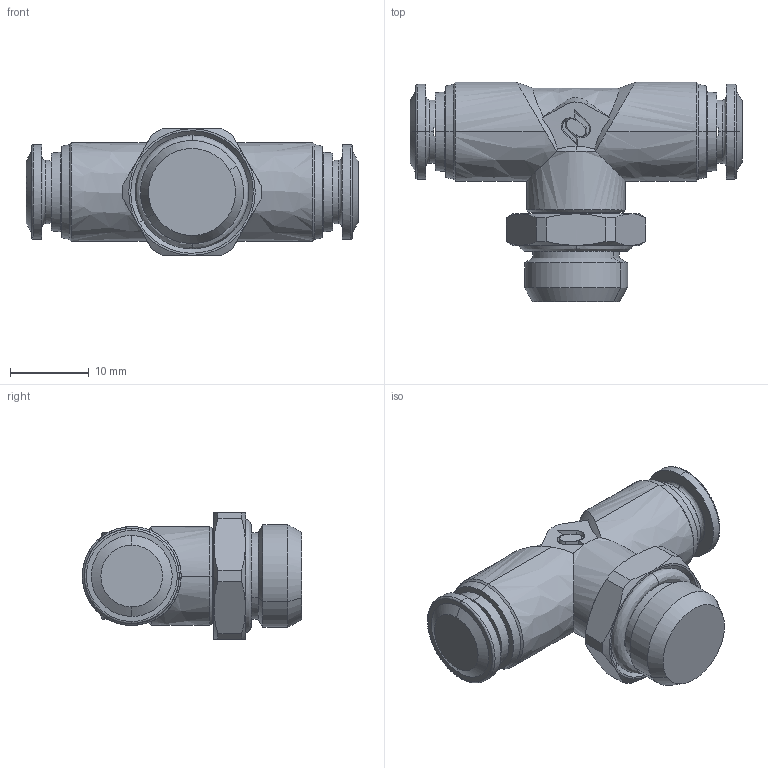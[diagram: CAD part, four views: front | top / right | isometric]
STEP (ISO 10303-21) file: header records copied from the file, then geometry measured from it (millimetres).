
FILE_DESCRIPTION (( 'STEP AP214' ), '1' );
FILE_NAME ('PT06-G02_ME.STEP', '2018-09-06T13:33:02', ( '' ), ( '' ), 'SwSTEP 2.0', 'SolidWorks 2018', '' );
FILE_SCHEMA (( 'AUTOMOTIVE_DESIGN' ));
Length unit declared in the file: millimetre
Products named in the file (1): PT06-G02_ME
Bounding box: 42.13 x 27.83 x 16.05 mm (x, y, z)
Volume: 6990.9 mm3; surface area: 3185.7 mm2
Topology: 1 solids, 1 shells, 137 faces, 363 edges, 240 vertices
Faces by surface type: bspline 137
Entity records: 7696 total; most frequent: CARTESIAN_POINT 4603, ORIENTED_EDGE 726, EDGE_CURVE 363, B_SPLINE_CURVE_WITH_KNOTS 285, VERTEX_POINT 240, EDGE_LOOP 153, FACE_OUTER_BOUND 137, ADVANCED_FACE 137
